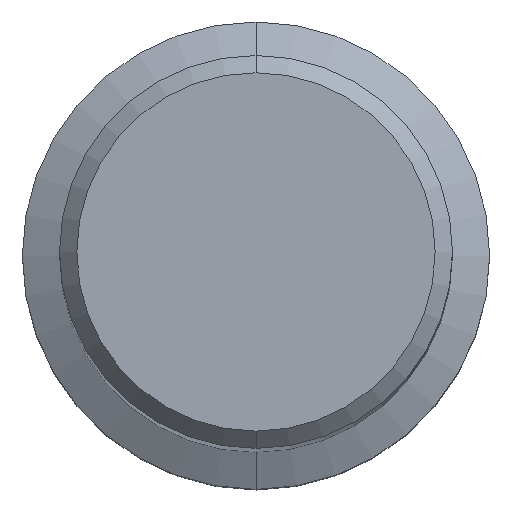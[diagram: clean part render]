
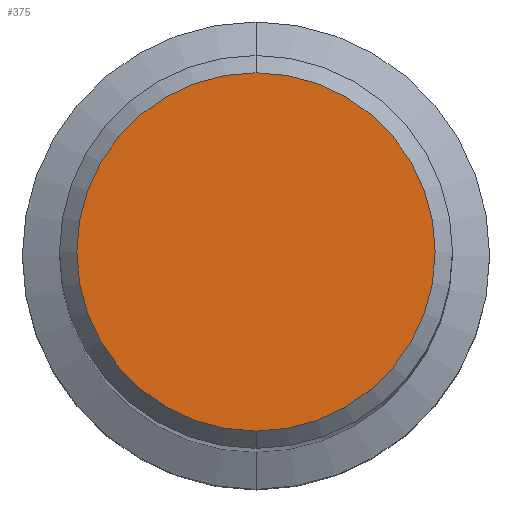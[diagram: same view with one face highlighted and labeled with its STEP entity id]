
A CAD part, top view. The second image highlights one B-rep face of the part: STEP entity #375.
In plain terms, the highlighted planar face has unit normal (0, 0, 1).
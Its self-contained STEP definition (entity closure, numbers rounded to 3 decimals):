
#281=VERTEX_POINT('',#642);
#299=VERTEX_POINT('',#663);
#367=EDGE_CURVE('',#281,#299,#743,.T.);
#375=ADVANCED_FACE('',(#751),#752,.T.);
#449=EDGE_CURVE('',#299,#281,#832,.T.);
#642=CARTESIAN_POINT('',(0.,-10.35,0.0));
#663=CARTESIAN_POINT('',(0.0,10.35,0.0));
#743=CIRCLE('',#1324,10.35);
#751=FACE_OUTER_BOUND('',#1379,.T.);
#752=PLANE('',#1380);
#832=CIRCLE('',#1538,10.35);
#1324=AXIS2_PLACEMENT_3D('',#2039,#2040,#2041);
#1379=EDGE_LOOP('',(#2043,#2044));
#1380=AXIS2_PLACEMENT_3D('',#2045,#2046,#2047);
#1538=AXIS2_PLACEMENT_3D('',#2140,#2141,#2142);
#2039=CARTESIAN_POINT('',(0.0,0.0,0.0));
#2040=DIRECTION('',(0.0,0.0,-1.0));
#2041=DIRECTION('',(0.0,1.0,0.0));
#2043=ORIENTED_EDGE('',*,*,#449,.F.);
#2044=ORIENTED_EDGE('',*,*,#367,.F.);
#2045=CARTESIAN_POINT('',(0.0,5.175,0.0));
#2046=DIRECTION('',(-0.0,0.0,1.0));
#2047=DIRECTION('',(0.0,-1.0,0.0));
#2140=CARTESIAN_POINT('',(0.0,0.0,0.0));
#2141=DIRECTION('',(0.0,0.0,-1.0));
#2142=DIRECTION('',(0.0,1.0,0.0));
